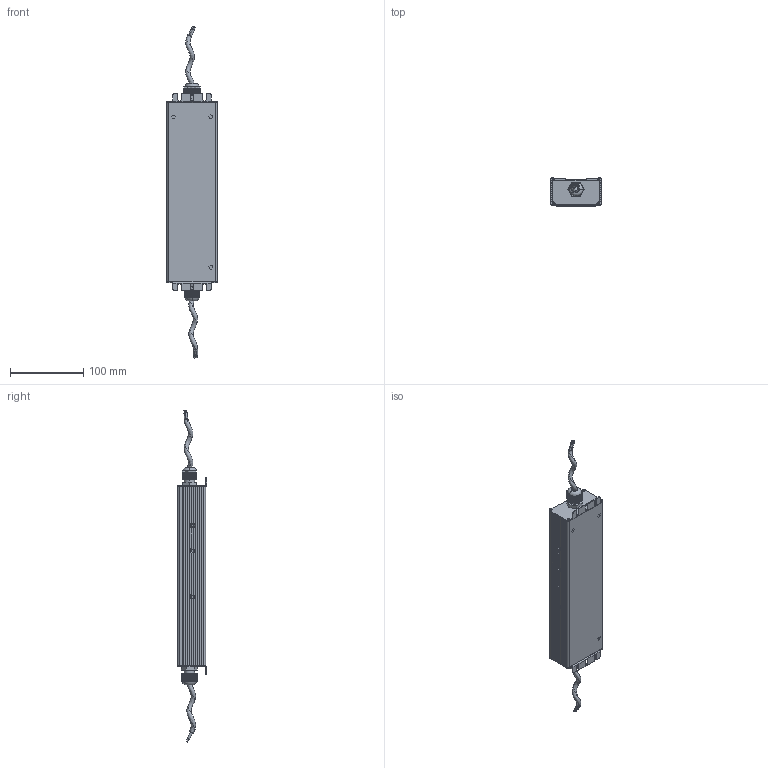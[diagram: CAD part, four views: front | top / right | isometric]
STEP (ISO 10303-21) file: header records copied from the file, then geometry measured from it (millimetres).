
FILE_DESCRIPTION (( 'STEP AP214' ), '1' );
FILE_NAME ('CDKW-S300W軞蚾.STEP', '2025-03-06T02:32:04', ( 'China' ), ( 'Home' ), 'SwSTEP 2.0', 'SolidWorks 2019', '' );
FILE_SCHEMA (( 'AUTOMOTIVE_DESIGN' ));
Length unit declared in the file: millimetre
Products named in the file (6): cdKW输入线; 耜裔; CDKW-S300W軞蚾; CDKW-S300W裔; CDKW-S300W菁釱; CDKW怀堤盄
Assembly tree (6 placements, depth 2):
  CDKW-S300W軞蚾
    CDKW-S300W菁釱
    CDKW-S300W裔
    CDKW怀堤盄
    cdKW输入线
    耜裔  x2
Bounding box: 69 x 39.69 x 454.39 mm (x, y, z)
Volume: 120032.9 mm3; surface area: 137306.1 mm2
Topology: 17 solids, 17 shells, 1417 faces, 3919 edges, 2532 vertices
Faces by surface type: plane 1207, cylinder 162, cone 40, bspline 4, torus 4
Entity records: 58563 total; most frequent: CARTESIAN_POINT 10651, ORIENTED_EDGE 7420, DIRECTION 6838, EDGE_CURVE 3710, LINE 3204, VECTOR 3204, VERTEX_POINT 2410, AXIS2_PLACEMENT_3D 1817
